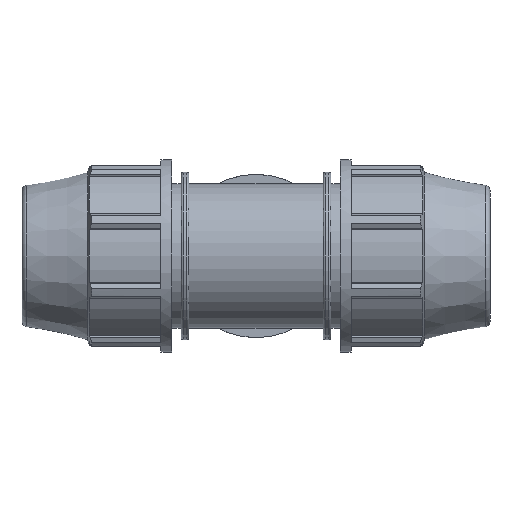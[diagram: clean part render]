
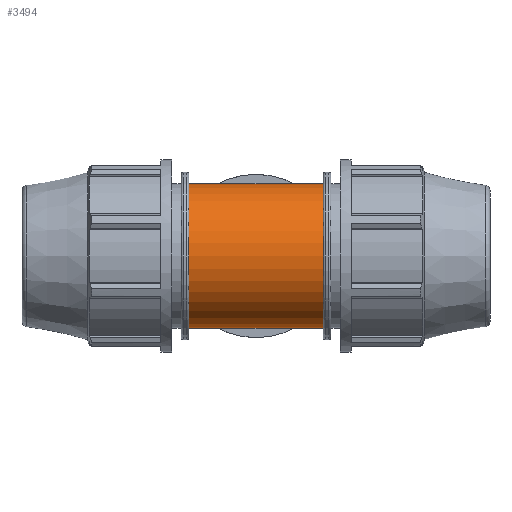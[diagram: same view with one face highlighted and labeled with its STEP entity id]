
A CAD part, front view. The second image highlights one B-rep face of the part: STEP entity #3494.
In plain terms, the highlighted cylindrical face has radius 42.375 mm (diameter 84.75 mm), a full revolution.
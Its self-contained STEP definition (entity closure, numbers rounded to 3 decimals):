
#797=B_SPLINE_CURVE_WITH_KNOTS('',3,(#5030,#5031,#5032,#5033,#5034,#5035,
#5036,#5037,#5038,#5039,#5040,#5041,#5042,#5043,#5044,#5045,#5046,#5047,
#5048,#5049,#5050,#5051,#5052,#5053,#5054,#5055,#5056,#5057,#5058,#5059,
#5060,#5061,#5062,#5063,#5064,#5065,#5066,#5067,#5068,#5069,#5070,#5071,
#5072,#5073,#5074,#5075,#5076,#5077,#5078,#5079,#5080,#5081,#5082,#5083,
#5084,#5085,#5086,#5087,#5088,#5089,#5090,#5091,#5092,#5093,#5094,#5095),
 .UNSPECIFIED.,.T.,.F.,(4,2,2,2,2,2,2,2,2,2,2,2,2,2,2,2,2,2,2,2,2,2,2,2,
2,2,2,2,2,2,2,2,4),(0.,0.756,1.513,2.269,
3.026,3.747,4.468,5.19,5.911,
6.632,7.353,8.075,8.796,9.552,
10.309,11.065,11.822,12.578,13.334,
14.091,14.847,15.569,16.29,17.011,
17.732,18.454,19.175,19.896,20.618,
21.374,22.13,22.887,23.643),
 .UNSPECIFIED.);
#799=FACE_BOUND('',#1056,.T.);
#800=FACE_BOUND('',#1057,.T.);
#856=FACE_OUTER_BOUND('',#1055,.T.);
#1055=EDGE_LOOP('',(#2284));
#1056=EDGE_LOOP('',(#2285));
#1057=EDGE_LOOP('',(#2286));
#1311=CIRCLE('',#3696,42.375);
#1312=CIRCLE('',#3697,42.375);
#1458=VERTEX_POINT('',#5025);
#1459=VERTEX_POINT('',#5027);
#1460=VERTEX_POINT('',#5029);
#1799=EDGE_CURVE('',#1458,#1458,#1311,.T.);
#1800=EDGE_CURVE('',#1459,#1459,#1312,.T.);
#1801=EDGE_CURVE('',#1460,#1460,#797,.T.);
#2284=ORIENTED_EDGE('',*,*,#1799,.F.);
#2285=ORIENTED_EDGE('',*,*,#1800,.T.);
#2286=ORIENTED_EDGE('',*,*,#1801,.F.);
#3254=CYLINDRICAL_SURFACE('',#3695,42.375);
#3494=ADVANCED_FACE('',(#856,#799,#800),#3254,.T.);
#3695=AXIS2_PLACEMENT_3D('',#5024,#4043,#4044);
#3696=AXIS2_PLACEMENT_3D('',#5026,#4045,#4046);
#3697=AXIS2_PLACEMENT_3D('',#5028,#4047,#4048);
#4043=DIRECTION('center_axis',(1.,0.,0.));
#4044=DIRECTION('ref_axis',(0.,1.,0.));
#4045=DIRECTION('center_axis',(1.,0.,0.));
#4046=DIRECTION('ref_axis',(0.,0.,-1.));
#4047=DIRECTION('center_axis',(1.,0.,0.));
#4048=DIRECTION('ref_axis',(0.,0.,-1.));
#5024=CARTESIAN_POINT('Origin',(27.958,0.,0.));
#5025=CARTESIAN_POINT('',(39.417,42.375,0.));
#5026=CARTESIAN_POINT('Origin',(39.417,0.,0.));
#5027=CARTESIAN_POINT('',(-39.417,42.375,0.));
#5028=CARTESIAN_POINT('Origin',(-39.417,0.,0.));
#5029=CARTESIAN_POINT('',(0.,22.353,36.));
#5030=CARTESIAN_POINT('Ctrl Pts',(0.,22.353,36.));
#5031=CARTESIAN_POINT('Ctrl Pts',(2.521,22.353,36.));
#5032=CARTESIAN_POINT('Ctrl Pts',(4.972,22.789,35.736));
#5033=CARTESIAN_POINT('Ctrl Pts',(9.687,24.258,34.756));
#5034=CARTESIAN_POINT('Ctrl Pts',(11.954,25.283,34.038));
#5035=CARTESIAN_POINT('Ctrl Pts',(16.268,27.585,32.2));
#5036=CARTESIAN_POINT('Ctrl Pts',(18.315,28.863,31.078));
#5037=CARTESIAN_POINT('Ctrl Pts',(22.122,31.417,28.494));
#5038=CARTESIAN_POINT('Ctrl Pts',(23.881,32.694,27.03));
#5039=CARTESIAN_POINT('Ctrl Pts',(26.957,35.005,23.955));
#5040=CARTESIAN_POINT('Ctrl Pts',(28.4,36.133,22.242));
#5041=CARTESIAN_POINT('Ctrl Pts',(30.996,38.207,18.453));
#5042=CARTESIAN_POINT('Ctrl Pts',(32.149,39.153,16.376));
#5043=CARTESIAN_POINT('Ctrl Pts',(34.037,40.717,11.968));
#5044=CARTESIAN_POINT('Ctrl Pts',(34.774,41.337,9.631));
#5045=CARTESIAN_POINT('Ctrl Pts',(35.755,42.167,4.849));
#5046=CARTESIAN_POINT('Ctrl Pts',(36.,42.375,2.404));
#5047=CARTESIAN_POINT('Ctrl Pts',(36.,42.375,-2.404));
#5048=CARTESIAN_POINT('Ctrl Pts',(35.755,42.167,-4.849));
#5049=CARTESIAN_POINT('Ctrl Pts',(34.774,41.337,-9.631));
#5050=CARTESIAN_POINT('Ctrl Pts',(34.037,40.717,-11.968));
#5051=CARTESIAN_POINT('Ctrl Pts',(32.149,39.153,-16.376));
#5052=CARTESIAN_POINT('Ctrl Pts',(30.996,38.207,-18.453));
#5053=CARTESIAN_POINT('Ctrl Pts',(28.4,36.133,-22.242));
#5054=CARTESIAN_POINT('Ctrl Pts',(26.957,35.005,-23.955));
#5055=CARTESIAN_POINT('Ctrl Pts',(23.881,32.694,-27.03));
#5056=CARTESIAN_POINT('Ctrl Pts',(22.122,31.417,-28.494));
#5057=CARTESIAN_POINT('Ctrl Pts',(18.315,28.863,-31.078));
#5058=CARTESIAN_POINT('Ctrl Pts',(16.268,27.585,-32.2));
#5059=CARTESIAN_POINT('Ctrl Pts',(11.954,25.283,-34.038));
#5060=CARTESIAN_POINT('Ctrl Pts',(9.687,24.258,-34.756));
#5061=CARTESIAN_POINT('Ctrl Pts',(4.972,22.789,-35.736));
#5062=CARTESIAN_POINT('Ctrl Pts',(2.521,22.353,-36.));
#5063=CARTESIAN_POINT('Ctrl Pts',(-2.521,22.353,-36.));
#5064=CARTESIAN_POINT('Ctrl Pts',(-4.972,22.789,-35.736));
#5065=CARTESIAN_POINT('Ctrl Pts',(-9.687,24.258,-34.756));
#5066=CARTESIAN_POINT('Ctrl Pts',(-11.954,25.283,-34.038));
#5067=CARTESIAN_POINT('Ctrl Pts',(-16.268,27.585,-32.2));
#5068=CARTESIAN_POINT('Ctrl Pts',(-18.315,28.863,-31.078));
#5069=CARTESIAN_POINT('Ctrl Pts',(-22.122,31.417,-28.494));
#5070=CARTESIAN_POINT('Ctrl Pts',(-23.881,32.694,-27.03));
#5071=CARTESIAN_POINT('Ctrl Pts',(-26.957,35.005,-23.955));
#5072=CARTESIAN_POINT('Ctrl Pts',(-28.4,36.133,-22.242));
#5073=CARTESIAN_POINT('Ctrl Pts',(-30.996,38.207,-18.453));
#5074=CARTESIAN_POINT('Ctrl Pts',(-32.149,39.153,-16.376));
#5075=CARTESIAN_POINT('Ctrl Pts',(-34.037,40.717,-11.968));
#5076=CARTESIAN_POINT('Ctrl Pts',(-34.774,41.337,-9.631));
#5077=CARTESIAN_POINT('Ctrl Pts',(-35.755,42.167,-4.849));
#5078=CARTESIAN_POINT('Ctrl Pts',(-36.,42.375,-2.404));
#5079=CARTESIAN_POINT('Ctrl Pts',(-36.,42.375,2.404));
#5080=CARTESIAN_POINT('Ctrl Pts',(-35.755,42.167,4.849));
#5081=CARTESIAN_POINT('Ctrl Pts',(-34.774,41.337,9.631));
#5082=CARTESIAN_POINT('Ctrl Pts',(-34.037,40.717,11.968));
#5083=CARTESIAN_POINT('Ctrl Pts',(-32.149,39.153,16.376));
#5084=CARTESIAN_POINT('Ctrl Pts',(-30.996,38.207,18.453));
#5085=CARTESIAN_POINT('Ctrl Pts',(-28.4,36.133,22.242));
#5086=CARTESIAN_POINT('Ctrl Pts',(-26.957,35.005,23.955));
#5087=CARTESIAN_POINT('Ctrl Pts',(-23.881,32.694,27.03));
#5088=CARTESIAN_POINT('Ctrl Pts',(-22.122,31.417,28.494));
#5089=CARTESIAN_POINT('Ctrl Pts',(-18.315,28.863,31.078));
#5090=CARTESIAN_POINT('Ctrl Pts',(-16.268,27.585,32.2));
#5091=CARTESIAN_POINT('Ctrl Pts',(-11.954,25.283,34.038));
#5092=CARTESIAN_POINT('Ctrl Pts',(-9.687,24.258,34.756));
#5093=CARTESIAN_POINT('Ctrl Pts',(-4.972,22.789,35.736));
#5094=CARTESIAN_POINT('Ctrl Pts',(-2.521,22.353,36.));
#5095=CARTESIAN_POINT('Ctrl Pts',(0.,22.353,
36.));
